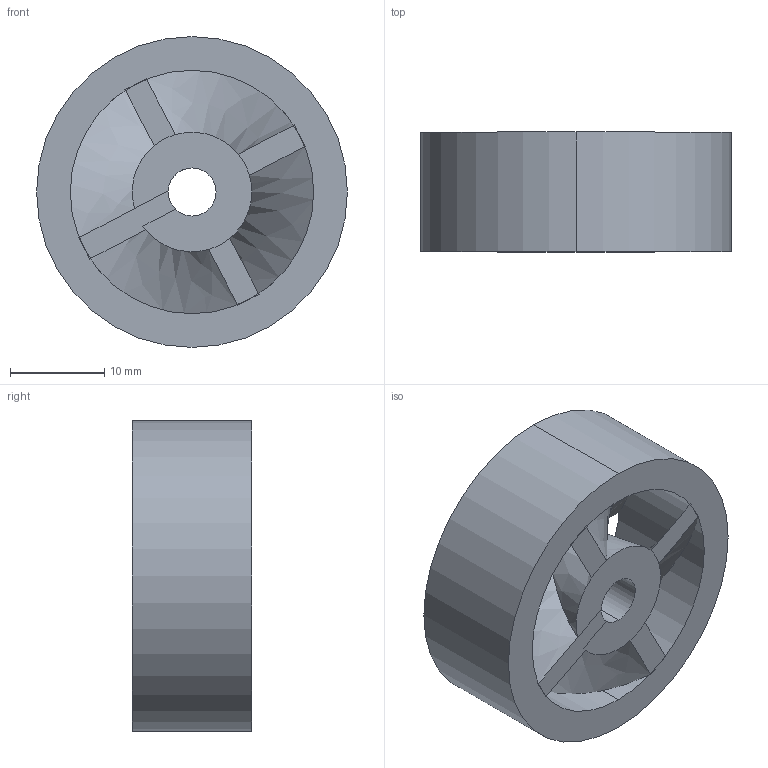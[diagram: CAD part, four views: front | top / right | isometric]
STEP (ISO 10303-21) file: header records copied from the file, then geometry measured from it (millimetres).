
FILE_DESCRIPTION (( 'STEP AP214' ), '1' );
FILE_NAME ('[TP] [Pump] [Ox] Inducer.STEP', '2024-03-28T09:43:55', ( '' ), ( '' ), 'SwSTEP 2.0', 'SolidWorks 2023', '' );
FILE_SCHEMA (( 'AUTOMOTIVE_DESIGN' ));
Length unit declared in the file: inch
Products named in the file (1): [TP] [Pump] [Ox] Inducer
Bounding box: 33.02 x 12.7 x 33.02 mm (x, y, z)
Volume: 6089 mm3; surface area: 5346.9 mm2
Topology: 2 solids, 2 shells, 32 faces, 80 edges, 51 vertices
Faces by surface type: bspline 12, plane 8, cylinder 6, cone 6
Entity records: 1613 total; most frequent: CARTESIAN_POINT 920, ORIENTED_EDGE 160, DIRECTION 105, EDGE_CURVE 80, VERTEX_POINT 51, AXIS2_PLACEMENT_3D 46, EDGE_LOOP 35, FACE_OUTER_BOUND 32
